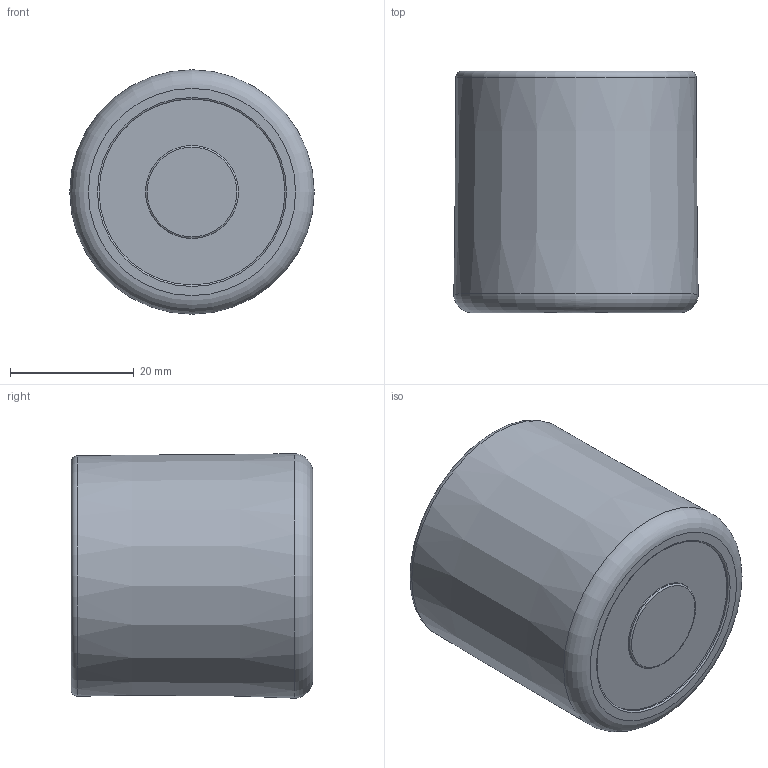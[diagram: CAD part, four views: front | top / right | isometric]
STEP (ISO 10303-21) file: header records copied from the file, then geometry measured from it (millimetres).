
FILE_DESCRIPTION(('FreeCAD Model'),'2;1');
FILE_NAME('Open CASCADE Shape Model','2024-03-20T10:49:37',(''),(''), 'Open CASCADE STEP processor 7.6','FreeCAD','Unknown');
FILE_SCHEMA(('AUTOMOTIVE_DESIGN { 1 0 10303 214 1 1 1 1 }'));
Length unit declared in the file: millimetre
Products named in the file (1): STI8-KEA
Bounding box: 39.45 x 39 x 39.45 mm (x, y, z)
Volume: 25776.7 mm3; surface area: 9949.4 mm2
Topology: 1 solids, 1 shells, 18 faces, 29 edges, 17 vertices
Faces by surface type: plane 6, torus 5, cone 4, cylinder 3
Full cylindrical faces by diameter (mm): 15 x1, 17 x1, 30 x1
Entity records: 837 total; most frequent: CARTESIAN_POINT 190, DIRECTION 125, ORIENTED_EDGE 58, PCURVE 58, DEFINITIONAL_REPRESENTATION 58, LINE 48, VECTOR 48, AXIS2_PLACEMENT_3D 36
